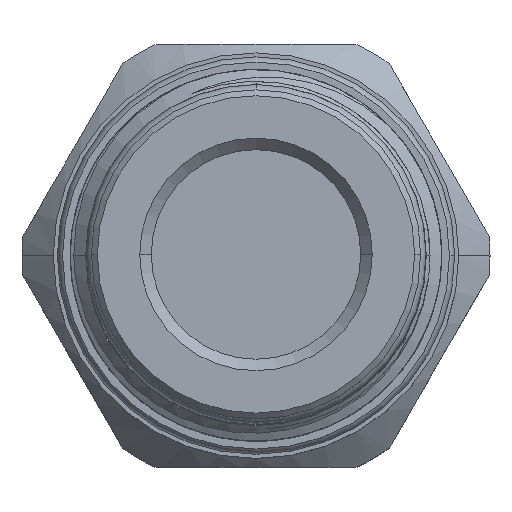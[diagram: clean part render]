
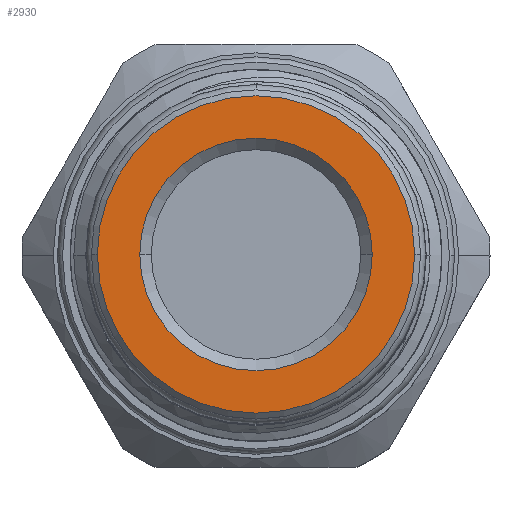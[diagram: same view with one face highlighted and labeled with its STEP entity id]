
A CAD part, top view. The second image highlights one B-rep face of the part: STEP entity #2930.
In plain terms, the highlighted planar face has unit normal (0, 0, 1).
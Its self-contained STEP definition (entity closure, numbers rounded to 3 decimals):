
#412 = FACE_OUTER_BOUND ( 'NONE', #5852, .T. ) ;
#427 = CARTESIAN_POINT ( 'NONE',  ( 0., 0., 34.147 ) ) ;
#760 = VERTEX_POINT ( 'NONE', #5270 ) ;
#783 = PLANE ( 'NONE',  #8804 ) ;
#1053 = EDGE_CURVE ( 'NONE', #5610, #760, #5498, .T. ) ;
#1064 = ORIENTED_EDGE ( 'NONE', *, *, #4620, .F. ) ;
#1184 = CARTESIAN_POINT ( 'NONE',  ( -10.715, 0., 34.147 ) ) ;
#1856 = CARTESIAN_POINT ( 'NONE',  ( 10.715, 0., 34.147 ) ) ;
#1937 = ORIENTED_EDGE ( 'NONE', *, *, #1053, .F. ) ;
#2183 = ORIENTED_EDGE ( 'NONE', *, *, #2684, .T. ) ;
#2422 = DIRECTION ( 'NONE',  ( -1., 0., 0. ) ) ;
#2526 = FACE_BOUND ( 'NONE', #7202, .T. ) ;
#2619 = CARTESIAN_POINT ( 'NONE',  ( 0., 0., 34.147 ) ) ;
#2684 = EDGE_CURVE ( 'NONE', #3619, #2717, #5705, .T. ) ;
#2717 = VERTEX_POINT ( 'NONE', #1184 ) ;
#2930 = ADVANCED_FACE ( 'NONE', ( #412, #2526 ), #783, .F. ) ;
#3035 = CARTESIAN_POINT ( 'NONE',  ( 0., 0., 34.147 ) ) ;
#3190 = DIRECTION ( 'NONE',  ( 1., 0., 0. ) ) ;
#3198 = AXIS2_PLACEMENT_3D ( 'NONE', #6850, #6134, #5443 ) ;
#3205 = DIRECTION ( 'NONE',  ( 0., 0., 1. ) ) ;
#3609 = CIRCLE ( 'NONE', #7924, 10.715 ) ;
#3619 = VERTEX_POINT ( 'NONE', #1856 ) ;
#3622 = DIRECTION ( 'NONE',  ( -1., 0., 0. ) ) ;
#3949 = AXIS2_PLACEMENT_3D ( 'NONE', #2619, #7619, #6877 ) ;
#4337 = EDGE_CURVE ( 'NONE', #2717, #3619, #3609, .T. ) ;
#4620 = EDGE_CURVE ( 'NONE', #760, #5610, #8693, .T. ) ;
#5041 = CARTESIAN_POINT ( 'NONE',  ( 0., 0., 34.147 ) ) ;
#5270 = CARTESIAN_POINT ( 'NONE',  ( -7.85, 0., 34.147 ) ) ;
#5285 = AXIS2_PLACEMENT_3D ( 'NONE', #3035, #5868, #3190 ) ;
#5443 = DIRECTION ( 'NONE',  ( 1., 0., 0. ) ) ;
#5498 = CIRCLE ( 'NONE', #5285, 7.85 ) ;
#5610 = VERTEX_POINT ( 'NONE', #8504 ) ;
#5705 = CIRCLE ( 'NONE', #3949, 10.715 ) ;
#5852 = EDGE_LOOP ( 'NONE', ( #9103, #2183 ) ) ;
#5868 = DIRECTION ( 'NONE',  ( 0., 0., 1. ) ) ;
#6134 = DIRECTION ( 'NONE',  ( 0., 0., 1. ) ) ;
#6445 = DIRECTION ( 'NONE',  ( 0., 0., -1. ) ) ;
#6850 = CARTESIAN_POINT ( 'NONE',  ( 0., 0., 34.147 ) ) ;
#6877 = DIRECTION ( 'NONE',  ( -1., 0., 0. ) ) ;
#7202 = EDGE_LOOP ( 'NONE', ( #1937, #1064 ) ) ;
#7619 = DIRECTION ( 'NONE',  ( 0., 0., 1. ) ) ;
#7924 = AXIS2_PLACEMENT_3D ( 'NONE', #427, #3205, #2422 ) ;
#8504 = CARTESIAN_POINT ( 'NONE',  ( 7.85, 0., 34.147 ) ) ;
#8693 = CIRCLE ( 'NONE', #3198, 7.85 ) ;
#8804 = AXIS2_PLACEMENT_3D ( 'NONE', #5041, #6445, #3622 ) ;
#9103 = ORIENTED_EDGE ( 'NONE', *, *, #4337, .T. ) ;
